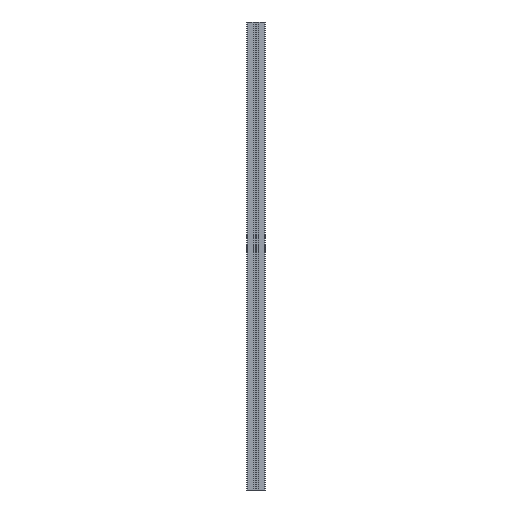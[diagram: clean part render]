
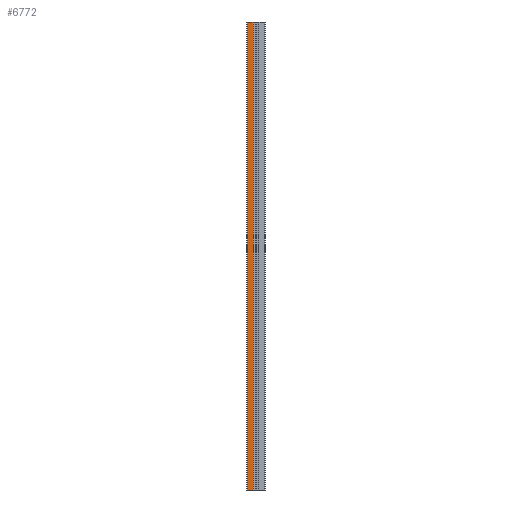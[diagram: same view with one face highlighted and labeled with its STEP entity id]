
A CAD part, left-side view. The second image highlights one B-rep face of the part: STEP entity #6772.
In plain terms, the highlighted planar face has unit normal (-1, 0, 0).
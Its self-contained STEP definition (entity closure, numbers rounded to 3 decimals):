
#21 = CARTESIAN_POINT ( 'NONE',  ( -20., 6.325, -1000. ) ) ;
#73 = CARTESIAN_POINT ( 'NONE',  ( -20., 20., 0. ) ) ;
#288 = CARTESIAN_POINT ( 'NONE',  ( -20., 18., -1000. ) ) ;
#364 = LINE ( 'NONE', #5809, #8990 ) ;
#819 = ORIENTED_EDGE ( 'NONE', *, *, #5956, .T. ) ;
#906 = ORIENTED_EDGE ( 'NONE', *, *, #1369, .F. ) ;
#1197 = VERTEX_POINT ( 'NONE', #288 ) ;
#1369 = EDGE_CURVE ( 'NONE', #8123, #1197, #364, .T. ) ;
#1606 = DIRECTION ( 'NONE',  ( 0., 0., -1. ) ) ;
#2985 = FACE_OUTER_BOUND ( 'NONE', #7276, .T. ) ;
#3218 = PLANE ( 'NONE',  #7948 ) ;
#4138 = VERTEX_POINT ( 'NONE', #6881 ) ;
#4218 = CARTESIAN_POINT ( 'NONE',  ( -20., 20., -1000. ) ) ;
#4263 = DIRECTION ( 'NONE',  ( -1., 0., 0. ) ) ;
#5809 = CARTESIAN_POINT ( 'NONE',  ( -20., 20., -1000. ) ) ;
#5956 = EDGE_CURVE ( 'NONE', #4138, #1197, #13144, .T. ) ;
#5967 = DIRECTION ( 'NONE',  ( 0., 0., -1. ) ) ;
#6125 = LINE ( 'NONE', #7779, #8902 ) ;
#6245 = DIRECTION ( 'NONE',  ( 0., 1., 0. ) ) ;
#6437 = ORIENTED_EDGE ( 'NONE', *, *, #11979, .F. ) ;
#6772 = ADVANCED_FACE ( 'NONE', ( #2985 ), #3218, .T. ) ;
#6881 = CARTESIAN_POINT ( 'NONE',  ( -20., 18., 0. ) ) ;
#7276 = EDGE_LOOP ( 'NONE', ( #11280, #819, #906, #6437 ) ) ;
#7494 = VECTOR ( 'NONE', #6245, 1000. ) ;
#7779 = CARTESIAN_POINT ( 'NONE',  ( -20., 6.325, -1000. ) ) ;
#7948 = AXIS2_PLACEMENT_3D ( 'NONE', #4218, #4263, #11551 ) ;
#8123 = VERTEX_POINT ( 'NONE', #21 ) ;
#8902 = VECTOR ( 'NONE', #1606, 1000. ) ;
#8990 = VECTOR ( 'NONE', #10935, 1000. ) ;
#9115 = VERTEX_POINT ( 'NONE', #12084 ) ;
#10137 = CARTESIAN_POINT ( 'NONE',  ( -20., 18., -1000. ) ) ;
#10288 = LINE ( 'NONE', #73, #7494 ) ;
#10349 = VECTOR ( 'NONE', #5967, 1000. ) ;
#10935 = DIRECTION ( 'NONE',  ( 0., 1., 0. ) ) ;
#11280 = ORIENTED_EDGE ( 'NONE', *, *, #11726, .T. ) ;
#11551 = DIRECTION ( 'NONE',  ( 0., 1., 0. ) ) ;
#11726 = EDGE_CURVE ( 'NONE', #9115, #4138, #10288, .T. ) ;
#11979 = EDGE_CURVE ( 'NONE', #9115, #8123, #6125, .T. ) ;
#12084 = CARTESIAN_POINT ( 'NONE',  ( -20., 6.325, 0. ) ) ;
#13144 = LINE ( 'NONE', #10137, #10349 ) ;
